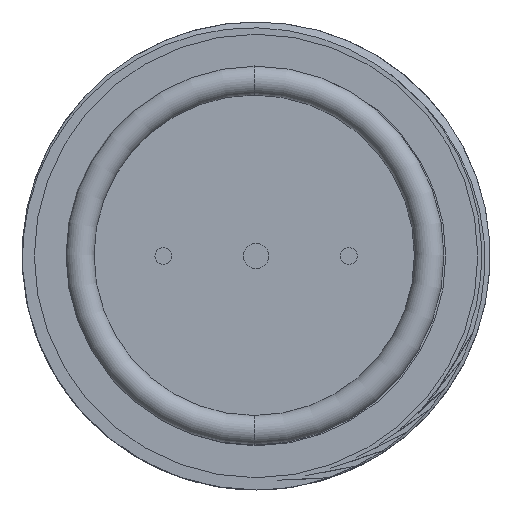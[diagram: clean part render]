
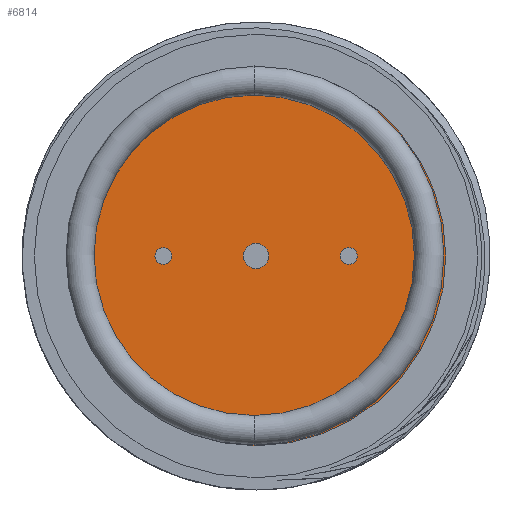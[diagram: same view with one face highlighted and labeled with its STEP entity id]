
A CAD part, front view. The second image highlights one B-rep face of the part: STEP entity #6814.
In plain terms, the highlighted planar face has unit normal (0, -1, 0).
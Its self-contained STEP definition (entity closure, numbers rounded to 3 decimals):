
#15 = FACE_BOUND ( 'NONE', #327, .T. ) ;
#53 = ORIENTED_EDGE ( 'NONE', *, *, #4459, .F. ) ;
#71 = ORIENTED_EDGE ( 'NONE', *, *, #7508, .F. ) ;
#114 = DIRECTION ( 'NONE',  ( 0., -1., 0. ) ) ;
#327 = EDGE_LOOP ( 'NONE', ( #71, #4881 ) ) ;
#709 = CARTESIAN_POINT ( 'NONE',  ( 11., 2.7, 0. ) ) ;
#825 = CARTESIAN_POINT ( 'NONE',  ( 11., 2.7, -1. ) ) ;
#829 = ORIENTED_EDGE ( 'NONE', *, *, #3292, .T. ) ;
#1448 = DIRECTION ( 'NONE',  ( 0., 0., -1. ) ) ;
#1576 = ORIENTED_EDGE ( 'NONE', *, *, #3712, .F. ) ;
#1839 = CIRCLE ( 'NONE', #7655, 1. ) ;
#1877 = VERTEX_POINT ( 'NONE', #2730 ) ;
#1902 = CARTESIAN_POINT ( 'NONE',  ( 0., 2.7, -1.5 ) ) ;
#2098 = EDGE_CURVE ( 'NONE', #9498, #9196, #2360, .T. ) ;
#2105 = DIRECTION ( 'NONE',  ( 0., -1., 0. ) ) ;
#2262 = EDGE_LOOP ( 'NONE', ( #7559, #829 ) ) ;
#2306 = VERTEX_POINT ( 'NONE', #4006 ) ;
#2331 = EDGE_LOOP ( 'NONE', ( #9509, #1576 ) ) ;
#2360 = CIRCLE ( 'NONE', #4489, 1.5 ) ;
#2418 = DIRECTION ( 'NONE',  ( 0., -1., 0. ) ) ;
#2430 = CARTESIAN_POINT ( 'NONE',  ( 11., 2.7, 1. ) ) ;
#2449 = CIRCLE ( 'NONE', #5787, 1.5 ) ;
#2514 = DIRECTION ( 'NONE',  ( 0., -1., 0. ) ) ;
#2701 = VERTEX_POINT ( 'NONE', #825 ) ;
#2730 = CARTESIAN_POINT ( 'NONE',  ( 0., 2.7, -22.5 ) ) ;
#3080 = CARTESIAN_POINT ( 'NONE',  ( 0., 2.7, 0. ) ) ;
#3137 = DIRECTION ( 'NONE',  ( 0., -1., 0. ) ) ;
#3265 = FACE_OUTER_BOUND ( 'NONE', #2262, .T. ) ;
#3292 = EDGE_CURVE ( 'NONE', #8599, #1877, #4764, .T. ) ;
#3398 = CARTESIAN_POINT ( 'NONE',  ( 11., 2.7, 0. ) ) ;
#3416 = CARTESIAN_POINT ( 'NONE',  ( 0., 2.7, 22.5 ) ) ;
#3591 = EDGE_LOOP ( 'NONE', ( #4638, #53 ) ) ;
#3656 = DIRECTION ( 'NONE',  ( 0., -1., 0. ) ) ;
#3712 = EDGE_CURVE ( 'NONE', #9549, #2306, #1839, .T. ) ;
#3828 = DIRECTION ( 'NONE',  ( 0., -1., 0. ) ) ;
#4006 = CARTESIAN_POINT ( 'NONE',  ( -11., 2.7, -1. ) ) ;
#4123 = EDGE_CURVE ( 'NONE', #2306, #9549, #4989, .T. ) ;
#4140 = DIRECTION ( 'NONE',  ( 0., 0., -1. ) ) ;
#4275 = AXIS2_PLACEMENT_3D ( 'NONE', #6908, #2418, #7650 ) ;
#4459 = EDGE_CURVE ( 'NONE', #9648, #2701, #7805, .T. ) ;
#4489 = AXIS2_PLACEMENT_3D ( 'NONE', #4565, #114, #5330 ) ;
#4565 = CARTESIAN_POINT ( 'NONE',  ( 0., 2.7, 0. ) ) ;
#4581 = CARTESIAN_POINT ( 'NONE',  ( -11., 2.7, 1. ) ) ;
#4638 = ORIENTED_EDGE ( 'NONE', *, *, #7200, .F. ) ;
#4764 = CIRCLE ( 'NONE', #5257, 22.5 ) ;
#4806 = EDGE_CURVE ( 'NONE', #1877, #8599, #6404, .T. ) ;
#4881 = ORIENTED_EDGE ( 'NONE', *, *, #2098, .F. ) ;
#4905 = AXIS2_PLACEMENT_3D ( 'NONE', #7009, #2514, #7758 ) ;
#4989 = CIRCLE ( 'NONE', #4275, 1. ) ;
#5257 = AXIS2_PLACEMENT_3D ( 'NONE', #6589, #2105, #7347 ) ;
#5260 = FACE_BOUND ( 'NONE', #3591, .T. ) ;
#5330 = DIRECTION ( 'NONE',  ( 0., 0., -1. ) ) ;
#5787 = AXIS2_PLACEMENT_3D ( 'NONE', #7629, #3137, #8366 ) ;
#5944 = DIRECTION ( 'NONE',  ( 0., -1., 0. ) ) ;
#6053 = PLANE ( 'NONE',  #8641 ) ;
#6404 = CIRCLE ( 'NONE', #4905, 22.5 ) ;
#6589 = CARTESIAN_POINT ( 'NONE',  ( 0., 2.7, 0. ) ) ;
#6745 = CARTESIAN_POINT ( 'NONE',  ( 0., 2.7, 1.5 ) ) ;
#6814 = ADVANCED_FACE ( 'NONE', ( #7267, #5260, #15, #3265 ), #6053, .T. ) ;
#6908 = CARTESIAN_POINT ( 'NONE',  ( -11., 2.7, 0. ) ) ;
#7009 = CARTESIAN_POINT ( 'NONE',  ( 0., 2.7, 0. ) ) ;
#7200 = EDGE_CURVE ( 'NONE', #2701, #9648, #7599, .T. ) ;
#7267 = FACE_BOUND ( 'NONE', #2331, .T. ) ;
#7347 = DIRECTION ( 'NONE',  ( 0., 0., -1. ) ) ;
#7508 = EDGE_CURVE ( 'NONE', #9196, #9498, #2449, .T. ) ;
#7559 = ORIENTED_EDGE ( 'NONE', *, *, #4806, .T. ) ;
#7599 = CIRCLE ( 'NONE', #8959, 1. ) ;
#7629 = CARTESIAN_POINT ( 'NONE',  ( 0., 2.7, 0. ) ) ;
#7650 = DIRECTION ( 'NONE',  ( 0., 0., -1. ) ) ;
#7655 = AXIS2_PLACEMENT_3D ( 'NONE', #8135, #3656, #8889 ) ;
#7758 = DIRECTION ( 'NONE',  ( 0., 0., -1. ) ) ;
#7805 = CIRCLE ( 'NONE', #8792, 1. ) ;
#8135 = CARTESIAN_POINT ( 'NONE',  ( -11., 2.7, 0. ) ) ;
#8366 = DIRECTION ( 'NONE',  ( 0., 0., -1. ) ) ;
#8599 = VERTEX_POINT ( 'NONE', #3416 ) ;
#8619 = DIRECTION ( 'NONE',  ( 0., -1., 0. ) ) ;
#8641 = AXIS2_PLACEMENT_3D ( 'NONE', #3080, #3828, #9080 ) ;
#8792 = AXIS2_PLACEMENT_3D ( 'NONE', #3398, #8619, #4140 ) ;
#8889 = DIRECTION ( 'NONE',  ( 0., 0., -1. ) ) ;
#8959 = AXIS2_PLACEMENT_3D ( 'NONE', #709, #5944, #1448 ) ;
#9080 = DIRECTION ( 'NONE',  ( 0., 0., -1. ) ) ;
#9196 = VERTEX_POINT ( 'NONE', #1902 ) ;
#9498 = VERTEX_POINT ( 'NONE', #6745 ) ;
#9509 = ORIENTED_EDGE ( 'NONE', *, *, #4123, .F. ) ;
#9549 = VERTEX_POINT ( 'NONE', #4581 ) ;
#9648 = VERTEX_POINT ( 'NONE', #2430 ) ;
